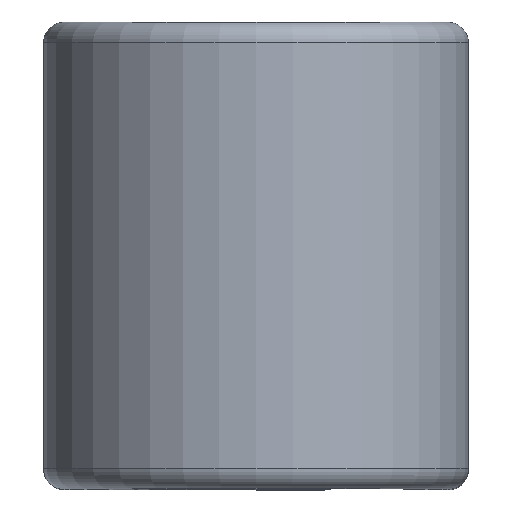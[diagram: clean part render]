
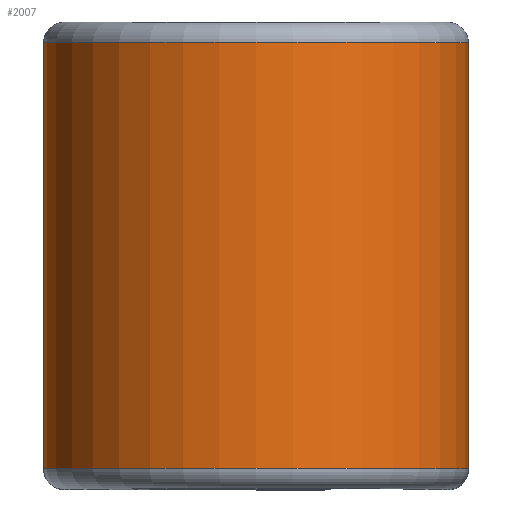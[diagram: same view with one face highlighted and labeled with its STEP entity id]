
A CAD part, top view. The second image highlights one B-rep face of the part: STEP entity #2007.
In plain terms, the highlighted cylindrical face has radius 7.95 mm (diameter 15.9 mm), a partial arc.
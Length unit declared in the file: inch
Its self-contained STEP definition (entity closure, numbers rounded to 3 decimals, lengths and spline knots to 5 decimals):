
#34 = VECTOR ( 'NONE', #2491, 39.37008 ) ;
#90 = CYLINDRICAL_SURFACE ( 'NONE', #2307, 0.313 ) ;
#226 = DIRECTION ( 'NONE',  ( 0., -1., 0. ) ) ;
#227 = DIRECTION ( 'NONE',  ( 0., 1., 0. ) ) ;
#455 = CARTESIAN_POINT ( 'NONE',  ( -0.313, 0.31375, 0.437 ) ) ;
#615 = VERTEX_POINT ( 'NONE', #2504 ) ;
#634 = EDGE_CURVE ( 'NONE', #2661, #2864, #687, .T. ) ;
#687 = LINE ( 'NONE', #455, #34 ) ;
#690 = ORIENTED_EDGE ( 'NONE', *, *, #1414, .T. ) ;
#806 = DIRECTION ( 'NONE',  ( 0., 0., -1. ) ) ;
#1039 = FACE_OUTER_BOUND ( 'NONE', #2066, .T. ) ;
#1172 = AXIS2_PLACEMENT_3D ( 'NONE', #1653, #226, #1871 ) ;
#1223 = DIRECTION ( 'NONE',  ( 0., -1., 0. ) ) ;
#1326 = DIRECTION ( 'NONE',  ( 0., -1., 0. ) ) ;
#1389 = ORIENTED_EDGE ( 'NONE', *, *, #2618, .T. ) ;
#1414 = EDGE_CURVE ( 'NONE', #2744, #615, #2110, .T. ) ;
#1489 = CARTESIAN_POINT ( 'NONE',  ( 0.313, -0.31375, 0.437 ) ) ;
#1633 = EDGE_CURVE ( 'NONE', #2744, #2661, #2600, .T. ) ;
#1653 = CARTESIAN_POINT ( 'NONE',  ( 0., 0.31375, 0.437 ) ) ;
#1826 = AXIS2_PLACEMENT_3D ( 'NONE', #2674, #1326, #2912 ) ;
#1871 = DIRECTION ( 'NONE',  ( 0., 0., -1. ) ) ;
#1925 = CIRCLE ( 'NONE', #1172, 0.313 ) ;
#2007 = ADVANCED_FACE ( 'NONE', ( #1039 ), #90, .T. ) ;
#2044 = VECTOR ( 'NONE', #227, 39.37008 ) ;
#2066 = EDGE_LOOP ( 'NONE', ( #690, #1389, #2555, #2274 ) ) ;
#2110 = LINE ( 'NONE', #2541, #2044 ) ;
#2274 = ORIENTED_EDGE ( 'NONE', *, *, #1633, .F. ) ;
#2307 = AXIS2_PLACEMENT_3D ( 'NONE', #2567, #1223, #806 ) ;
#2402 = CARTESIAN_POINT ( 'NONE',  ( -0.313, 0.31375, 0.437 ) ) ;
#2491 = DIRECTION ( 'NONE',  ( 0., 1., 0. ) ) ;
#2504 = CARTESIAN_POINT ( 'NONE',  ( 0.313, 0.31375, 0.437 ) ) ;
#2541 = CARTESIAN_POINT ( 'NONE',  ( 0.313, 0.31375, 0.437 ) ) ;
#2555 = ORIENTED_EDGE ( 'NONE', *, *, #634, .F. ) ;
#2567 = CARTESIAN_POINT ( 'NONE',  ( 0., 0.3125, 0.437 ) ) ;
#2600 = CIRCLE ( 'NONE', #1826, 0.313 ) ;
#2618 = EDGE_CURVE ( 'NONE', #615, #2864, #1925, .T. ) ;
#2661 = VERTEX_POINT ( 'NONE', #2989 ) ;
#2674 = CARTESIAN_POINT ( 'NONE',  ( 0., -0.31375, 0.437 ) ) ;
#2744 = VERTEX_POINT ( 'NONE', #1489 ) ;
#2864 = VERTEX_POINT ( 'NONE', #2402 ) ;
#2912 = DIRECTION ( 'NONE',  ( 0., 0., -1. ) ) ;
#2989 = CARTESIAN_POINT ( 'NONE',  ( -0.313, -0.31375, 0.437 ) ) ;
